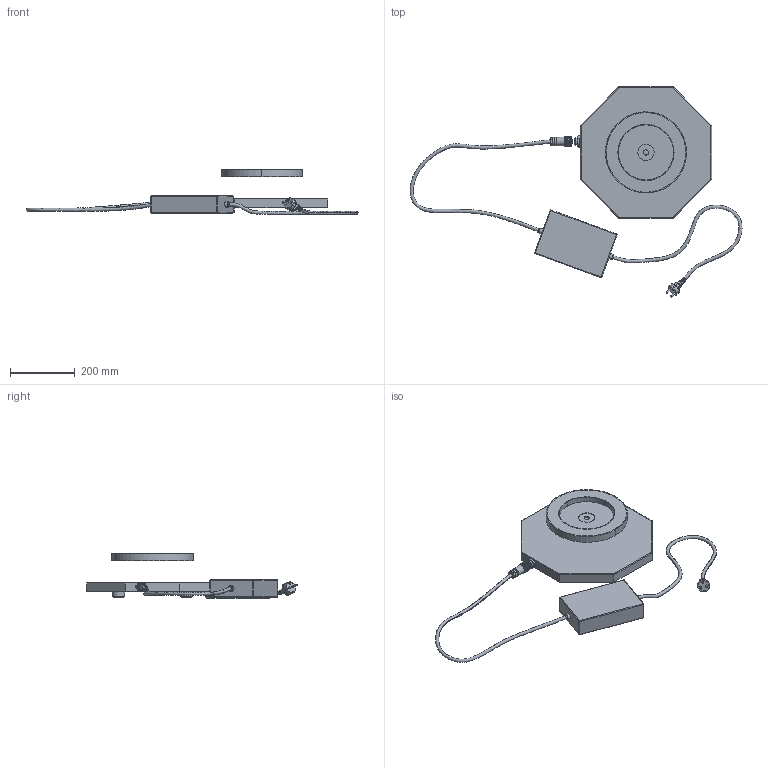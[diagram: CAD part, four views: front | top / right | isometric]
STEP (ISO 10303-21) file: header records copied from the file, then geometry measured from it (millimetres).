
FILE_DESCRIPTION(/* description */ (''),/* implementation_level */ '2;1');
FILE_NAME(/* name */ 'OOCQJR~D',/* time_stamp */ '2018-11-15T11:05:33+01:00',/* author */ (''),/* organization */ (''),/* preprocessor_version */ 'ST-DEVELOPER v16.5',/* originating_system */ '',/* authorisation */ '');
FILE_SCHEMA (('AUTOMOTIVE_DESIGN'));
Length unit declared in the file: millimetre
Products named in the file (1): Document
Bounding box: 1023.23 x 648.01 x 138.43 mm (x, y, z)
Volume: 4752952.8 mm3; surface area: 622751.1 mm2
Topology: 2 solids, 2 shells, 543 faces, 2216 edges, 2019 vertices
Faces by surface type: bspline 361, plane 182
Entity records: 33363 total; most frequent: CARTESIAN_POINT 26929, COMPOSITE_CURVE_SEGMENT 1868, B_SPLINE_CURVE_WITH_KNOTS 1441, ORIENTED_EDGE 610, CURVE_BOUNDED_SURFACE 404, OUTER_BOUNDARY_CURVE 404, EDGE_CURVE 305, VERTEX_POINT 198
